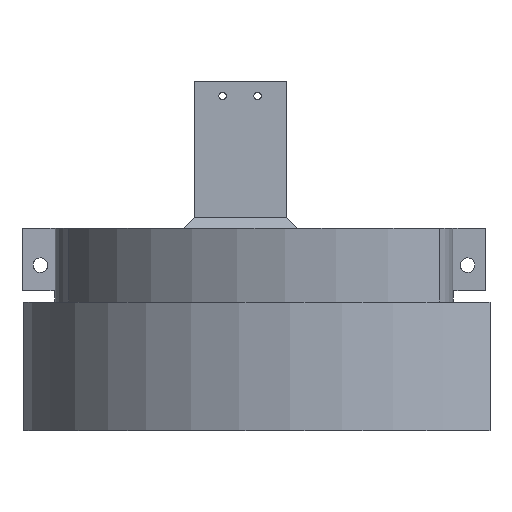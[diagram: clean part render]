
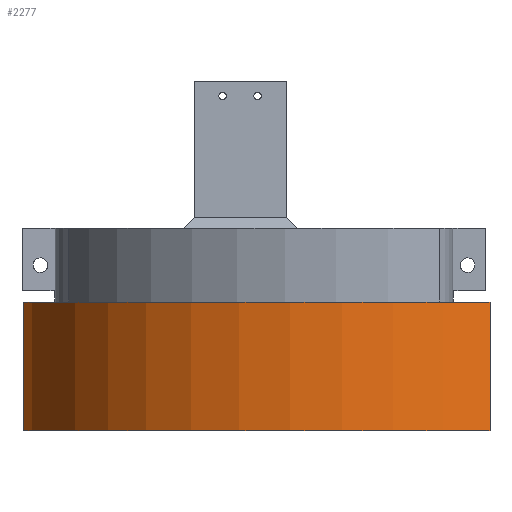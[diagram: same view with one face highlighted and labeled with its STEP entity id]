
A CAD part, left-side view. The second image highlights one B-rep face of the part: STEP entity #2277.
In plain terms, the highlighted cylindrical face has radius 83.748 mm (diameter 167.496 mm), a partial arc.
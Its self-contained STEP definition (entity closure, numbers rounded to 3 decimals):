
#24=CYLINDRICAL_SURFACE('',#2424,83.748);
#107=CIRCLE('',#2423,83.748);
#108=CIRCLE('',#2425,83.748);
#188=FACE_OUTER_BOUND('',#319,.T.);
#319=EDGE_LOOP('',(#1542,#1543,#1544,#1545));
#500=LINE('',#3342,#747);
#501=LINE('',#3344,#748);
#747=VECTOR('',#2658,10.);
#748=VECTOR('',#2659,10.);
#986=VERTEX_POINT('',#3323);
#987=VERTEX_POINT('',#3324);
#994=VERTEX_POINT('',#3341);
#995=VERTEX_POINT('',#3343);
#1203=EDGE_CURVE('',#986,#987,#107,.T.);
#1212=EDGE_CURVE('',#994,#987,#500,.T.);
#1213=EDGE_CURVE('',#986,#995,#501,.T.);
#1214=EDGE_CURVE('',#994,#995,#108,.T.);
#1542=ORIENTED_EDGE('',*,*,#1212,.T.);
#1543=ORIENTED_EDGE('',*,*,#1203,.F.);
#1544=ORIENTED_EDGE('',*,*,#1213,.T.);
#1545=ORIENTED_EDGE('',*,*,#1214,.F.);
#2277=ADVANCED_FACE('',(#188),#24,.T.);
#2423=AXIS2_PLACEMENT_3D('',#3325,#2646,#2647);
#2424=AXIS2_PLACEMENT_3D('',#3340,#2656,#2657);
#2425=AXIS2_PLACEMENT_3D('',#3345,#2660,#2661);
#2646=DIRECTION('center_axis',(0.,0.,-1.));
#2647=DIRECTION('ref_axis',(0.856,-0.516,0.));
#2656=DIRECTION('center_axis',(0.,0.,1.));
#2657=DIRECTION('ref_axis',(0.,1.,0.));
#2658=DIRECTION('',(0.,0.,-1.));
#2659=DIRECTION('',(0.,0.,1.));
#2660=DIRECTION('center_axis',(0.,0.,1.));
#2661=DIRECTION('ref_axis',(0.856,-0.516,0.));
#3323=CARTESIAN_POINT('',(-6.572,6.303,1001.832));
#3324=CARTESIAN_POINT('',(136.857,6.303,1001.832));
#3325=CARTESIAN_POINT('Origin',(65.143,49.555,1001.832));
#3340=CARTESIAN_POINT('Origin',(65.143,49.555,1031.832));
#3341=CARTESIAN_POINT('',(136.857,6.303,1036.832));
#3342=CARTESIAN_POINT('',(136.857,6.303,1031.832));
#3343=CARTESIAN_POINT('',(-6.572,6.303,1036.832));
#3344=CARTESIAN_POINT('',(-6.572,6.303,1031.832));
#3345=CARTESIAN_POINT('Origin',(65.143,49.555,1036.832));
